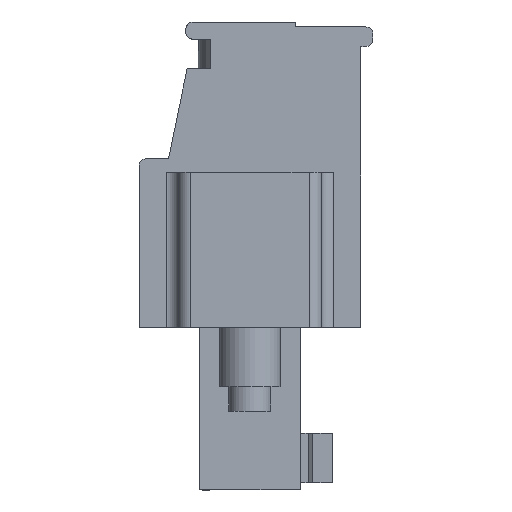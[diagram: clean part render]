
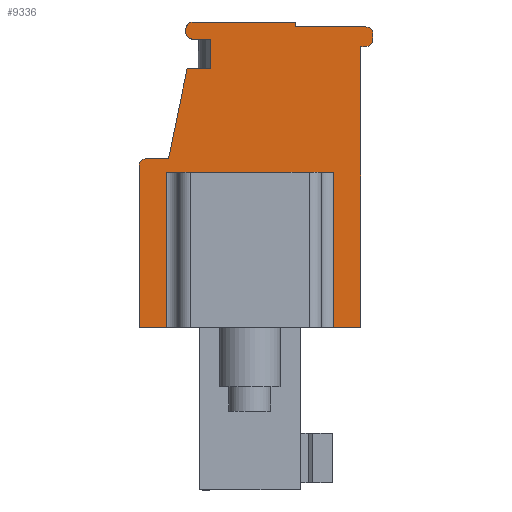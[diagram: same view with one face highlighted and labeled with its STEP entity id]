
A CAD part, front view. The second image highlights one B-rep face of the part: STEP entity #9336.
In plain terms, the highlighted planar face has unit normal (0, -1, 0).
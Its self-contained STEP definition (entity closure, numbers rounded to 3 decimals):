
#5832=CARTESIAN_POINT('',(4.256,-23.792,9.929));
#5833=VERTEX_POINT('',#5832);
#5840=CARTESIAN_POINT('',(4.256,-23.792,-0.851));
#5841=VERTEX_POINT('',#5840);
#5842=CARTESIAN_POINT('',(4.256,-23.792,9.929));
#5843=DIRECTION('',(0.,0.,-1.));
#5844=VECTOR('',#5843,10.78);
#5845=LINE('',#5842,#5844);
#5846=EDGE_CURVE('',#5833,#5841,#5845,.T.);
#7886=CARTESIAN_POINT('',(4.445,-23.792,9.929));
#7887=VERTEX_POINT('',#7886);
#7894=CARTESIAN_POINT('',(4.445,-23.792,9.929));
#7895=DIRECTION('',(-1.,0.,0.));
#7896=VECTOR('',#7895,0.189);
#7897=LINE('',#7894,#7896);
#7898=EDGE_CURVE('',#7887,#5833,#7897,.T.);
#8064=CARTESIAN_POINT('',(3.219,-23.792,-0.851));
#8065=VERTEX_POINT('',#8064);
#8066=CARTESIAN_POINT('',(4.256,-23.792,-0.851));
#8067=DIRECTION('',(-1.,0.,0.));
#8068=VECTOR('',#8067,1.037);
#8069=LINE('',#8066,#8068);
#8070=EDGE_CURVE('',#5841,#8065,#8069,.T.);
#8123=CARTESIAN_POINT('',(-3.212,-23.792,-0.851));
#8124=VERTEX_POINT('',#8123);
#8132=CARTESIAN_POINT('',(-4.255,-23.792,-0.851));
#8133=VERTEX_POINT('',#8132);
#8134=CARTESIAN_POINT('',(-3.212,-23.792,-0.851));
#8135=DIRECTION('',(-1.,0.,0.));
#8136=VECTOR('',#8135,1.043);
#8137=LINE('',#8134,#8136);
#8138=EDGE_CURVE('',#8124,#8133,#8137,.T.);
#9167=CARTESIAN_POINT('',(0.213,-23.792,5.012));
#9168=DIRECTION('',(1.,0.,0.));
#9169=DIRECTION('',(0.,-1.,0.));
#9170=AXIS2_PLACEMENT_3D('',#9167,#9169,#9168);
#9171=PLANE('',#9170);
#9172=ORIENTED_EDGE('',*,*,#7898,.F.);
#9173=CARTESIAN_POINT('',(4.729,-23.792,10.213));
#9174=VERTEX_POINT('',#9173);
#9175=CARTESIAN_POINT('',(4.445,-23.792,10.213));
#9176=DIRECTION('',(0.,0.,-1.));
#9177=DIRECTION('',(0.,-1.,0.));
#9178=AXIS2_PLACEMENT_3D('',#9175,#9177,#9176);
#9179=CIRCLE('',#9178,0.284);
#9180=EDGE_CURVE('',#7887,#9174,#9179,.T.);
#9181=ORIENTED_EDGE('',*,*,#9180,.T.);
#9182=CARTESIAN_POINT('',(4.729,-23.792,10.402));
#9183=VERTEX_POINT('',#9182);
#9184=CARTESIAN_POINT('',(4.729,-23.792,10.213));
#9185=DIRECTION('',(0.,0.,1.));
#9186=VECTOR('',#9185,0.189);
#9187=LINE('',#9184,#9186);
#9188=EDGE_CURVE('',#9174,#9183,#9187,.T.);
#9189=ORIENTED_EDGE('',*,*,#9188,.T.);
#9190=CARTESIAN_POINT('',(4.445,-23.792,10.686));
#9191=VERTEX_POINT('',#9190);
#9192=CARTESIAN_POINT('',(4.445,-23.792,10.402));
#9193=DIRECTION('',(1.,0.,0.));
#9194=DIRECTION('',(-0.,-1.,0.));
#9195=AXIS2_PLACEMENT_3D('',#9192,#9194,#9193);
#9196=CIRCLE('',#9195,0.284);
#9197=EDGE_CURVE('',#9183,#9191,#9196,.T.);
#9198=ORIENTED_EDGE('',*,*,#9197,.T.);
#9199=CARTESIAN_POINT('',(1.75,-23.792,10.686));
#9200=VERTEX_POINT('',#9199);
#9201=CARTESIAN_POINT('',(4.445,-23.792,10.686));
#9202=DIRECTION('',(-1.,0.,0.));
#9203=VECTOR('',#9202,2.695);
#9204=LINE('',#9201,#9203);
#9205=EDGE_CURVE('',#9191,#9200,#9204,.T.);
#9206=ORIENTED_EDGE('',*,*,#9205,.T.);
#9207=CARTESIAN_POINT('',(1.75,-23.792,10.875));
#9208=VERTEX_POINT('',#9207);
#9209=CARTESIAN_POINT('',(1.75,-23.792,10.686));
#9210=DIRECTION('',(0.,0.,1.));
#9211=VECTOR('',#9210,0.189);
#9212=LINE('',#9209,#9211);
#9213=EDGE_CURVE('',#9200,#9208,#9212,.T.);
#9214=ORIENTED_EDGE('',*,*,#9213,.T.);
#9215=CARTESIAN_POINT('',(-2.175,-23.792,10.875));
#9216=VERTEX_POINT('',#9215);
#9217=CARTESIAN_POINT('',(1.75,-23.792,10.875));
#9218=DIRECTION('',(-1.,0.,0.));
#9219=VECTOR('',#9218,3.924);
#9220=LINE('',#9217,#9219);
#9221=EDGE_CURVE('',#9208,#9216,#9220,.T.);
#9222=ORIENTED_EDGE('',*,*,#9221,.T.);
#9223=CARTESIAN_POINT('',(-2.458,-23.792,10.591));
#9224=VERTEX_POINT('',#9223);
#9225=CARTESIAN_POINT('',(-2.175,-23.792,10.875));
#9226=CARTESIAN_POINT('',(-2.458,-23.792,10.875));
#9227=CARTESIAN_POINT('',(-2.458,-23.792,10.591));
#9228=(BOUNDED_CURVE()B_SPLINE_CURVE(2,(#9225,#9226,#9227),.UNSPECIFIED.,.F.,.U.)B_SPLINE_CURVE_WITH_KNOTS((3,3),(0.,1.),.UNSPECIFIED.)CURVE()GEOMETRIC_REPRESENTATION_ITEM()RATIONAL_B_SPLINE_CURVE((1.,0.707,1.))REPRESENTATION_ITEM(''));
#9229=EDGE_CURVE('',#9216,#9224,#9228,.T.);
#9230=ORIENTED_EDGE('',*,*,#9229,.T.);
#9231=CARTESIAN_POINT('',(-2.458,-23.792,10.496));
#9232=VERTEX_POINT('',#9231);
#9233=CARTESIAN_POINT('',(-2.458,-23.792,10.591));
#9234=DIRECTION('',(0.,0.,-1.));
#9235=VECTOR('',#9234,0.095);
#9236=LINE('',#9233,#9235);
#9237=EDGE_CURVE('',#9224,#9232,#9236,.T.);
#9238=ORIENTED_EDGE('',*,*,#9237,.T.);
#9239=CARTESIAN_POINT('',(-2.232,-23.792,10.218));
#9240=VERTEX_POINT('',#9239);
#9241=CARTESIAN_POINT('',(-2.458,-23.792,10.496));
#9242=CARTESIAN_POINT('',(-2.458,-23.792,10.265));
#9243=CARTESIAN_POINT('',(-2.232,-23.792,10.218));
#9244=(BOUNDED_CURVE()B_SPLINE_CURVE(2,(#9241,#9242,#9243),.UNSPECIFIED.,.F.,.U.)B_SPLINE_CURVE_WITH_KNOTS((3,3),(0.,1.),.UNSPECIFIED.)CURVE()GEOMETRIC_REPRESENTATION_ITEM()RATIONAL_B_SPLINE_CURVE((0.93,0.748,1.))REPRESENTATION_ITEM(''));
#9245=EDGE_CURVE('',#9232,#9240,#9244,.T.);
#9246=ORIENTED_EDGE('',*,*,#9245,.T.);
#9247=CARTESIAN_POINT('',(-2.206,-23.792,10.213));
#9248=VERTEX_POINT('',#9247);
#9249=CARTESIAN_POINT('',(-2.232,-23.792,10.218));
#9250=DIRECTION('',(0.979,0.,-0.202));
#9251=VECTOR('',#9250,0.027);
#9252=LINE('',#9249,#9251);
#9253=EDGE_CURVE('',#9240,#9248,#9252,.T.);
#9254=ORIENTED_EDGE('',*,*,#9253,.T.);
#9255=CARTESIAN_POINT('',(-1.513,-23.792,10.213));
#9256=VERTEX_POINT('',#9255);
#9257=CARTESIAN_POINT('',(-2.206,-23.792,10.213));
#9258=DIRECTION('',(1.,0.,0.));
#9259=VECTOR('',#9258,0.693);
#9260=LINE('',#9257,#9259);
#9261=EDGE_CURVE('',#9248,#9256,#9260,.T.);
#9262=ORIENTED_EDGE('',*,*,#9261,.T.);
#9263=CARTESIAN_POINT('',(-1.513,-23.792,9.078));
#9264=VERTEX_POINT('',#9263);
#9265=CARTESIAN_POINT('',(-1.513,-23.792,10.213));
#9266=DIRECTION('',(0.,0.,-1.));
#9267=VECTOR('',#9266,1.135);
#9268=LINE('',#9265,#9267);
#9269=EDGE_CURVE('',#9256,#9264,#9268,.T.);
#9270=ORIENTED_EDGE('',*,*,#9269,.T.);
#9271=CARTESIAN_POINT('',(-2.407,-23.792,9.078));
#9272=VERTEX_POINT('',#9271);
#9273=CARTESIAN_POINT('',(-1.513,-23.792,9.078));
#9274=DIRECTION('',(-1.,0.,0.));
#9275=VECTOR('',#9274,0.895);
#9276=LINE('',#9273,#9275);
#9277=EDGE_CURVE('',#9264,#9272,#9276,.T.);
#9278=ORIENTED_EDGE('',*,*,#9277,.T.);
#9279=CARTESIAN_POINT('',(-3.12,-23.792,5.627));
#9280=VERTEX_POINT('',#9279);
#9281=CARTESIAN_POINT('',(-2.407,-23.792,9.078));
#9282=DIRECTION('',(-0.202,0.,-0.979));
#9283=VECTOR('',#9282,3.524);
#9284=LINE('',#9281,#9283);
#9285=EDGE_CURVE('',#9272,#9280,#9284,.T.);
#9286=ORIENTED_EDGE('',*,*,#9285,.T.);
#9287=CARTESIAN_POINT('',(-3.971,-23.792,5.627));
#9288=VERTEX_POINT('',#9287);
#9289=CARTESIAN_POINT('',(-3.12,-23.792,5.627));
#9290=DIRECTION('',(-1.,0.,0.));
#9291=VECTOR('',#9290,0.851);
#9292=LINE('',#9289,#9291);
#9293=EDGE_CURVE('',#9280,#9288,#9292,.T.);
#9294=ORIENTED_EDGE('',*,*,#9293,.T.);
#9295=CARTESIAN_POINT('',(-4.255,-23.792,5.343));
#9296=VERTEX_POINT('',#9295);
#9297=CARTESIAN_POINT('',(-3.971,-23.792,5.627));
#9298=CARTESIAN_POINT('',(-4.255,-23.792,5.627));
#9299=CARTESIAN_POINT('',(-4.255,-23.792,5.343));
#9300=(BOUNDED_CURVE()B_SPLINE_CURVE(2,(#9297,#9298,#9299),.UNSPECIFIED.,.F.,.U.)B_SPLINE_CURVE_WITH_KNOTS((3,3),(0.,1.),.UNSPECIFIED.)CURVE()GEOMETRIC_REPRESENTATION_ITEM()RATIONAL_B_SPLINE_CURVE((1.,0.707,1.))REPRESENTATION_ITEM(''));
#9301=EDGE_CURVE('',#9288,#9296,#9300,.T.);
#9302=ORIENTED_EDGE('',*,*,#9301,.T.);
#9303=CARTESIAN_POINT('',(-4.255,-23.792,5.343));
#9304=DIRECTION('',(0.,0.,-1.));
#9305=VECTOR('',#9304,6.194);
#9306=LINE('',#9303,#9305);
#9307=EDGE_CURVE('',#9296,#8133,#9306,.T.);
#9308=ORIENTED_EDGE('',*,*,#9307,.T.);
#9309=ORIENTED_EDGE('',*,*,#8138,.F.);
#9310=CARTESIAN_POINT('',(-3.212,-23.792,5.106));
#9311=VERTEX_POINT('',#9310);
#9312=CARTESIAN_POINT('',(-3.212,-23.792,-0.851));
#9313=DIRECTION('',(0.,0.,1.));
#9314=VECTOR('',#9313,5.958);
#9315=LINE('',#9312,#9314);
#9316=EDGE_CURVE('',#8124,#9311,#9315,.T.);
#9317=ORIENTED_EDGE('',*,*,#9316,.T.);
#9318=CARTESIAN_POINT('',(3.219,-23.792,5.106));
#9319=VERTEX_POINT('',#9318);
#9320=CARTESIAN_POINT('',(-3.212,-23.792,5.106));
#9321=DIRECTION('',(1.,0.,0.));
#9322=VECTOR('',#9321,6.43);
#9323=LINE('',#9320,#9322);
#9324=EDGE_CURVE('',#9311,#9319,#9323,.T.);
#9325=ORIENTED_EDGE('',*,*,#9324,.T.);
#9326=CARTESIAN_POINT('',(3.219,-23.792,5.106));
#9327=DIRECTION('',(0.,0.,-1.));
#9328=VECTOR('',#9327,5.958);
#9329=LINE('',#9326,#9328);
#9330=EDGE_CURVE('',#9319,#8065,#9329,.T.);
#9331=ORIENTED_EDGE('',*,*,#9330,.T.);
#9332=ORIENTED_EDGE('',*,*,#8070,.F.);
#9333=ORIENTED_EDGE('',*,*,#5846,.F.);
#9334=EDGE_LOOP('',(#9172,#9181,#9189,#9198,#9206,#9214,#9222,#9230,#9238,#9246,#9254,#9262,#9270,#9278,#9286,#9294,#9302,#9308,#9309,#9317,#9325,#9331,#9332,#9333));
#9335=FACE_OUTER_BOUND('',#9334,.T.);
#9336=ADVANCED_FACE('',(#9335),#9171,.T.);
